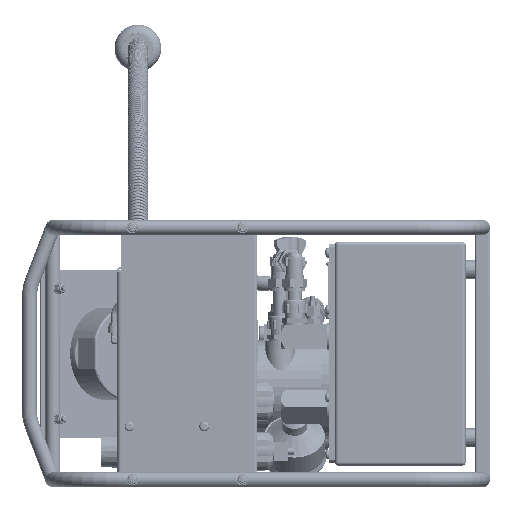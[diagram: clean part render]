
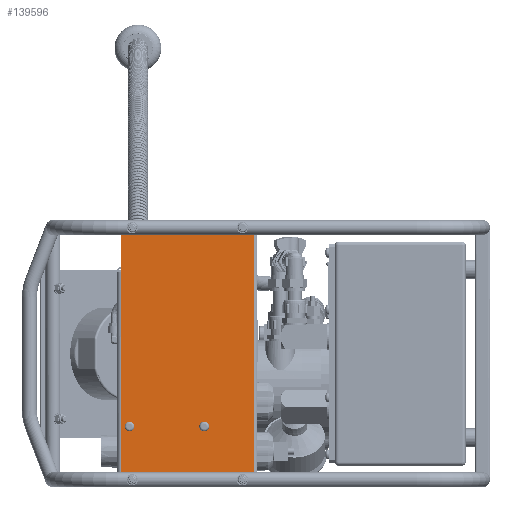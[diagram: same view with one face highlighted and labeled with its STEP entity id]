
A CAD part, front view. The second image highlights one B-rep face of the part: STEP entity #139596.
In plain terms, the highlighted planar face has unit normal (0, -1, 0).
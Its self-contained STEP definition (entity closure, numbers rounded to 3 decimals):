
#474 = ORIENTED_EDGE ( 'NONE', *, *, #22958, .T. ) ;
#3931 = PLANE ( 'NONE',  #13304 ) ;
#4570 = CARTESIAN_POINT ( 'NONE',  ( -223.317, -144.881, 174.648 ) ) ;
#6411 = VECTOR ( 'NONE', #156693, 1000. ) ;
#6588 = CARTESIAN_POINT ( 'NONE',  ( -227.317, -144.881, 174.648 ) ) ;
#6712 = ORIENTED_EDGE ( 'NONE', *, *, #11404, .T. ) ;
#11404 = EDGE_CURVE ( 'NONE', #114630, #38107, #152139, .T. ) ;
#13304 = AXIS2_PLACEMENT_3D ( 'NONE', #22806, #210733, #98305 ) ;
#14063 = CARTESIAN_POINT ( 'NONE',  ( -223.317, -144.882, -111.352 ) ) ;
#22806 = CARTESIAN_POINT ( 'NONE',  ( -227.317, -144.881, 174.648 ) ) ;
#22958 = EDGE_CURVE ( 'NONE', #75588, #207809, #224175, .T. ) ;
#38107 = VERTEX_POINT ( 'NONE', #219792 ) ;
#44288 = CARTESIAN_POINT ( 'NONE',  ( -223.317, -144.881, 124.648 ) ) ;
#44502 = ORIENTED_EDGE ( 'NONE', *, *, #107808, .T. ) ;
#46540 = ORIENTED_EDGE ( 'NONE', *, *, #56908, .T. ) ;
#56279 = LINE ( 'NONE', #44288, #6411 ) ;
#56908 = EDGE_CURVE ( 'NONE', #205757, #75588, #176624, .T. ) ;
#62460 = CARTESIAN_POINT ( 'NONE',  ( -223.317, -144.881, 119.234 ) ) ;
#66962 = VECTOR ( 'NONE', #191649, 1000. ) ;
#75588 = VERTEX_POINT ( 'NONE', #122272 ) ;
#91153 = ORIENTED_EDGE ( 'NONE', *, *, #186328, .F. ) ;
#92559 = CARTESIAN_POINT ( 'NONE',  ( -81.317, -144.882, -111.352 ) ) ;
#96298 = VECTOR ( 'NONE', #139215, 1000. ) ;
#98305 = DIRECTION ( 'NONE',  ( 0., 0., 1. ) ) ;
#99895 = CARTESIAN_POINT ( 'NONE',  ( -81.317, -144.881, 174.648 ) ) ;
#107808 = EDGE_CURVE ( 'NONE', #38107, #110177, #56279, .T. ) ;
#110177 = VERTEX_POINT ( 'NONE', #62460 ) ;
#114630 = VERTEX_POINT ( 'NONE', #170380 ) ;
#119075 = DIRECTION ( 'NONE',  ( -1., 0., 0. ) ) ;
#120321 = DIRECTION ( 'NONE',  ( 1., 0., 0. ) ) ;
#122272 = CARTESIAN_POINT ( 'NONE',  ( -81.317, -144.882, -111.352 ) ) ;
#127948 = EDGE_LOOP ( 'NONE', ( #474, #222956, #6712, #44502, #91153, #46540 ) ) ;
#132608 = VECTOR ( 'NONE', #120321, 1000. ) ;
#133360 = CARTESIAN_POINT ( 'NONE',  ( -227.317, -144.882, -111.352 ) ) ;
#139215 = DIRECTION ( 'NONE',  ( 0., 0., -1. ) ) ;
#139596 = ADVANCED_FACE ( 'NONE', ( #237886 ), #3931, .F. ) ;
#152139 = LINE ( 'NONE', #213908, #96298 ) ;
#156693 = DIRECTION ( 'NONE',  ( 0., 0., -1. ) ) ;
#166843 = LINE ( 'NONE', #4570, #66962 ) ;
#170380 = CARTESIAN_POINT ( 'NONE',  ( -223.317, -144.881, 174.648 ) ) ;
#176624 = LINE ( 'NONE', #133360, #132608 ) ;
#186328 = EDGE_CURVE ( 'NONE', #205757, #110177, #166843, .T. ) ;
#191649 = DIRECTION ( 'NONE',  ( 0., 0., 1. ) ) ;
#205757 = VERTEX_POINT ( 'NONE', #14063 ) ;
#207809 = VERTEX_POINT ( 'NONE', #99895 ) ;
#210733 = DIRECTION ( 'NONE',  ( 0., 1., 0. ) ) ;
#213908 = CARTESIAN_POINT ( 'NONE',  ( -223.317, -144.881, 174.648 ) ) ;
#214580 = VECTOR ( 'NONE', #119075, 1000. ) ;
#219792 = CARTESIAN_POINT ( 'NONE',  ( -223.317, -144.881, 124.648 ) ) ;
#222956 = ORIENTED_EDGE ( 'NONE', *, *, #237915, .T. ) ;
#223895 = DIRECTION ( 'NONE',  ( 0., 0., 1. ) ) ;
#224175 = LINE ( 'NONE', #92559, #230045 ) ;
#226327 = LINE ( 'NONE', #6588, #214580 ) ;
#230045 = VECTOR ( 'NONE', #223895, 1000. ) ;
#237886 = FACE_OUTER_BOUND ( 'NONE', #127948, .T. ) ;
#237915 = EDGE_CURVE ( 'NONE', #207809, #114630, #226327, .T. ) ;
